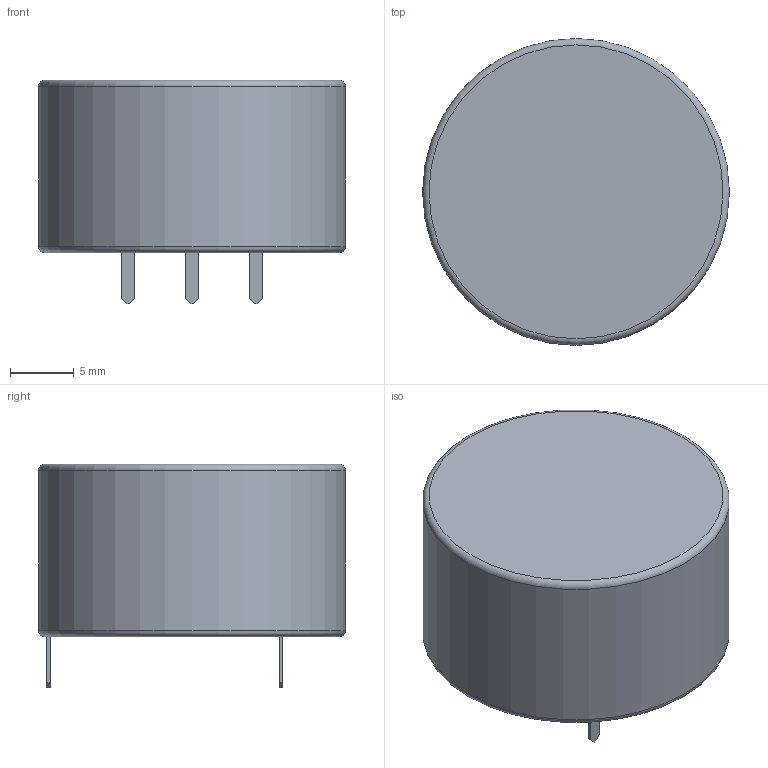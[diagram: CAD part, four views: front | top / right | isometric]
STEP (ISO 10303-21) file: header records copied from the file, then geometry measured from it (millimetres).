
FILE_DESCRIPTION(('FreeCAD Model'),'2;1');
FILE_NAME('Open CASCADE Shape Model','2023-08-19T04:29:51',(''),(''), 'Open CASCADE STEP processor 7.6','FreeCAD','Unknown');
FILE_SCHEMA(('AUTOMOTIVE_DESIGN { 1 0 10303 214 1 1 1 1 }'));
Length unit declared in the file: millimetre
Products named in the file (1): Chamfer
Bounding box: 24 x 24 x 17.5 mm (x, y, z)
Volume: 6102.1 mm3; surface area: 1918.8 mm2
Topology: 1 solids, 1 shells, 26 faces, 61 edges, 40 vertices
Faces by surface type: plane 23, torus 2, cylinder 1
Full cylindrical faces by diameter (mm): 24 x1
Entity records: 793 total; most frequent: CARTESIAN_POINT 128, ORIENTED_EDGE 122, DIRECTION 121, EDGE_CURVE 61, LINE 55, VECTOR 55, VERTEX_POINT 40, AXIS2_PLACEMENT_3D 33
